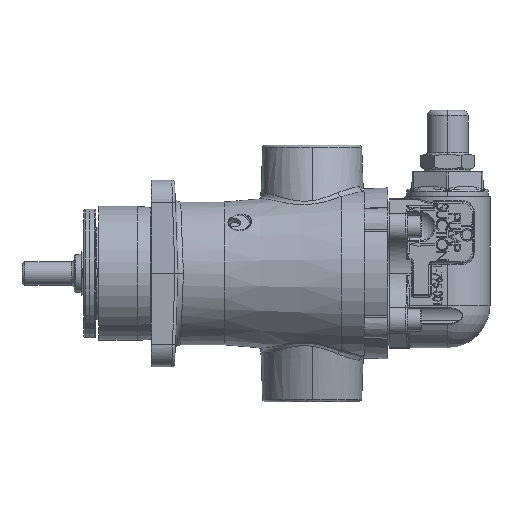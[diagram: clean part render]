
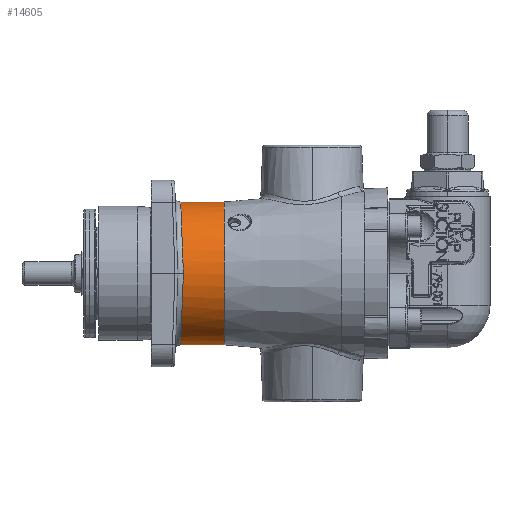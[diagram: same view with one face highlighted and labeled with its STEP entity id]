
A CAD part, front view. The second image highlights one B-rep face of the part: STEP entity #14605.
In plain terms, the highlighted cylindrical face has radius 38.862 mm (diameter 77.724 mm), a partial arc.
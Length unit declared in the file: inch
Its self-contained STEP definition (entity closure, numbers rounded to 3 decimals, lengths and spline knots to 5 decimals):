
#183 = VERTEX_POINT ( 'NONE', #31965 ) ;
#3483 = CARTESIAN_POINT ( 'NONE',  ( -3.88009, -1.53, 0. ) ) ;
#4235 = DIRECTION ( 'NONE',  ( 1., 0., 0. ) ) ;
#8198 = ORIENTED_EDGE ( 'NONE', *, *, #67374, .T. ) ;
#9191 = CARTESIAN_POINT ( 'NONE',  ( -3.9377, -0.89625, -1.53 ) ) ;
#9400 = LINE ( 'NONE', #69482, #53182 ) ;
#12376 = DIRECTION ( 'NONE',  ( 1., 0., 0. ) ) ;
#12802 = DIRECTION ( 'NONE',  ( 1., 0., 0. ) ) ;
#13072 = ORIENTED_EDGE ( 'NONE', *, *, #16116, .F. ) ;
#13831 = CIRCLE ( 'NONE', #45813, 1.53 ) ;
#14605 = ADVANCED_FACE ( 'Defeatured_0_1134', ( #26990 ), #37402, .T. ) ;
#15222 = DIRECTION ( 'NONE',  ( 1., 0., 0. ) ) ;
#15555 = CARTESIAN_POINT ( 'NONE',  ( 1.26993, 0., 0. ) ) ;
#16116 = EDGE_CURVE ( 'NONE', #17619, #70124, #13831, .T. ) ;
#16634 = ORIENTED_EDGE ( 'NONE', *, *, #22871, .F. ) ;
#17619 = VERTEX_POINT ( 'NONE', #23367 ) ;
#19360 = ORIENTED_EDGE ( 'NONE', *, *, #66217, .F. ) ;
#19407 = CARTESIAN_POINT ( 'NONE',  ( -3.9377, 0., -1.53 ) ) ;
#20699 = EDGE_CURVE ( 'NONE', #183, #28455, #9400, .T. ) ;
#21781 = VERTEX_POINT ( 'NONE', #45075 ) ;
#22871 = EDGE_CURVE ( 'NONE', #28455, #21781, #51048, .T. ) ;
#23367 = CARTESIAN_POINT ( 'NONE',  ( -3., -0.0408, 1.52946 ) ) ;
#23461 = CARTESIAN_POINT ( 'NONE',  ( 1.26993, -0.0408, 1.52946 ) ) ;
#24167 = VERTEX_POINT ( 'NONE', #19407 ) ;
#25367 = CARTESIAN_POINT ( 'NONE',  ( -3.12106, 0., 0. ) ) ;
#26747 = CARTESIAN_POINT ( 'NONE',  ( -3.12106, 0., 1.53 ) ) ;
#26990 = FACE_OUTER_BOUND ( 'NONE', #27315, .T. ) ;
#27232 = VECTOR ( 'NONE', #12802, 39.37008 ) ;
#27315 = EDGE_LOOP ( 'NONE', ( #63123, #8198, #65981, #29178, #13072, #19360, #16634 ) ) ;
#28209 = AXIS2_PLACEMENT_3D ( 'NONE', #25367, #4235, #63607 ) ;
#28455 = VERTEX_POINT ( 'NONE', #26747 ) ;
#29178 = ORIENTED_EDGE ( 'NONE', *, *, #60489, .T. ) ;
#29970 = CARTESIAN_POINT ( 'NONE',  ( 1.26993, 0., -1.53 ) ) ;
#31965 = CARTESIAN_POINT ( 'NONE',  ( -3.9377, 0., 1.53 ) ) ;
#35264 = CARTESIAN_POINT ( 'NONE',  ( -3.9377, -0.89625, 1.53 ) ) ;
#37402 = CYLINDRICAL_SURFACE ( 'NONE', #65079, 1.53 ) ;
#37528 =( BOUNDED_CURVE ( )  B_SPLINE_CURVE ( 3, ( #45661, #35264, #67451, #62408 ),
 .UNSPECIFIED., .F., .F. ) 
 B_SPLINE_CURVE_WITH_KNOTS ( ( 4, 4 ),
 ( 3.14159, 4.71239 ),
 .UNSPECIFIED. ) 
 CURVE ( )  GEOMETRIC_REPRESENTATION_ITEM ( )  RATIONAL_B_SPLINE_CURVE ( ( 1., 0.805, 0.805, 1. ) ) 
 REPRESENTATION_ITEM ( '' )  );
#38637 = CARTESIAN_POINT ( 'NONE',  ( -3., 0., -1.53 ) ) ;
#40368 = LINE ( 'NONE', #29970, #27232 ) ;
#43464 = DIRECTION ( 'NONE',  ( 0., 0., -1. ) ) ;
#44270 = VERTEX_POINT ( 'NONE', #45304 ) ;
#45075 = CARTESIAN_POINT ( 'NONE',  ( -3.12106, -0.0408, 1.52946 ) ) ;
#45304 = CARTESIAN_POINT ( 'NONE',  ( -3.88009, -1.53, 0. ) ) ;
#45661 = CARTESIAN_POINT ( 'NONE',  ( -3.9377, 0., 1.53 ) ) ;
#45813 = AXIS2_PLACEMENT_3D ( 'NONE', #54602, #12376, #56014 ) ;
#51048 = CIRCLE ( 'NONE', #28209, 1.53 ) ;
#51640 = VECTOR ( 'NONE', #67083, 39.37008 ) ;
#52849 = CARTESIAN_POINT ( 'NONE',  ( -3.9377, 0., -1.53 ) ) ;
#53179 = EDGE_CURVE ( 'NONE', #44270, #24167, #61712, .T. ) ;
#53182 = VECTOR ( 'NONE', #57683, 39.37008 ) ;
#53191 = CARTESIAN_POINT ( 'NONE',  ( -3.91384, -1.53, -0.89625 ) ) ;
#54602 = CARTESIAN_POINT ( 'NONE',  ( -3., 0., 0. ) ) ;
#56014 = DIRECTION ( 'NONE',  ( 0., 0., -1. ) ) ;
#57683 = DIRECTION ( 'NONE',  ( 1., 0., 0. ) ) ;
#60489 = EDGE_CURVE ( 'NONE', #24167, #70124, #40368, .T. ) ;
#61712 =( BOUNDED_CURVE ( )  B_SPLINE_CURVE ( 3, ( #3483, #53191, #9191, #52849 ),
 .UNSPECIFIED., .F., .T. ) 
 B_SPLINE_CURVE_WITH_KNOTS ( ( 4, 4 ),
 ( 1.5708, 3.14159 ),
 .UNSPECIFIED. ) 
 CURVE ( )  GEOMETRIC_REPRESENTATION_ITEM ( )  RATIONAL_B_SPLINE_CURVE ( ( 1., 0.805, 0.805, 1. ) ) 
 REPRESENTATION_ITEM ( '' )  );
#62408 = CARTESIAN_POINT ( 'NONE',  ( -3.88009, -1.53, 0. ) ) ;
#63123 = ORIENTED_EDGE ( 'NONE', *, *, #20699, .F. ) ;
#63129 = LINE ( 'NONE', #23461, #51640 ) ;
#63607 = DIRECTION ( 'NONE',  ( 0., 0., 1. ) ) ;
#65079 = AXIS2_PLACEMENT_3D ( 'NONE', #15555, #15222, #43464 ) ;
#65981 = ORIENTED_EDGE ( 'NONE', *, *, #53179, .T. ) ;
#66217 = EDGE_CURVE ( 'NONE', #21781, #17619, #63129, .T. ) ;
#67083 = DIRECTION ( 'NONE',  ( 1., 0., 0. ) ) ;
#67374 = EDGE_CURVE ( 'NONE', #183, #44270, #37528, .T. ) ;
#67451 = CARTESIAN_POINT ( 'NONE',  ( -3.91384, -1.53, 0.89625 ) ) ;
#69482 = CARTESIAN_POINT ( 'NONE',  ( 1.26993, 0., 1.53 ) ) ;
#70124 = VERTEX_POINT ( 'NONE', #38637 ) ;
